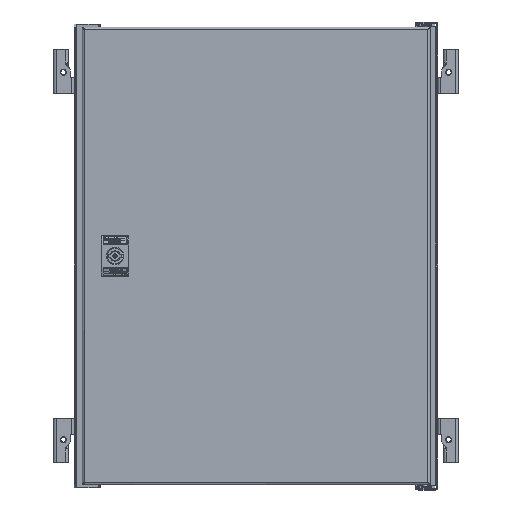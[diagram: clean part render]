
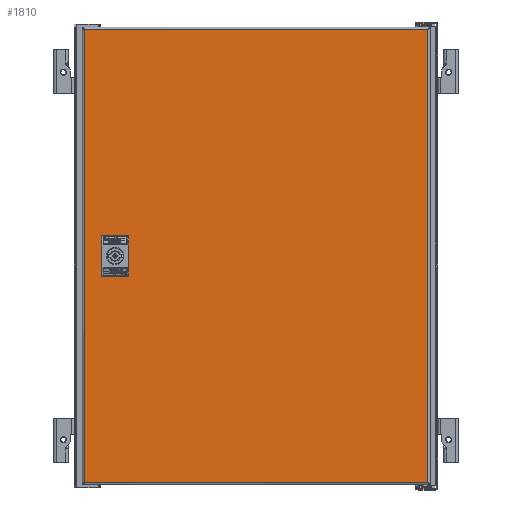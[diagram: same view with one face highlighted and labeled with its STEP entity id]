
A CAD part, top view. The second image highlights one B-rep face of the part: STEP entity #1810.
In plain terms, the highlighted planar face has unit normal (0, 0, 1).
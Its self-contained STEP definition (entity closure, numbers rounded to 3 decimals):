
#1810=ADVANCED_FACE('',(#5447,#5448),#5449,.T.);
#5447=FACE_OUTER_BOUND('',#16697,.T.);
#5448=FACE_BOUND('',#16698,.T.);
#5449=PLANE('',#16699);
#16697=EDGE_LOOP('',(#31725,#31726,#31727,#31728));
#16698=EDGE_LOOP('',(#31729,#31730,#31731,#31732));
#16699=AXIS2_PLACEMENT_3D('',#31733,#31734,#31735);
#31725=ORIENTED_EDGE('',*,*,#36670,.T.);
#31726=ORIENTED_EDGE('',*,*,#36972,.T.);
#31727=ORIENTED_EDGE('',*,*,#36973,.T.);
#31728=ORIENTED_EDGE('',*,*,#36669,.T.);
#31729=ORIENTED_EDGE('',*,*,#36667,.F.);
#31730=ORIENTED_EDGE('',*,*,#36665,.T.);
#31731=ORIENTED_EDGE('',*,*,#36663,.F.);
#31732=ORIENTED_EDGE('',*,*,#36661,.T.);
#31733=CARTESIAN_POINT('',(0.3,0.0,-11.0));
#31734=DIRECTION('',(0.0,0.0,1.0));
#31735=DIRECTION('',(1.0,0.0,0.0));
#36661=EDGE_CURVE('',#44567,#44565,#44568,.T.);
#36663=EDGE_CURVE('',#44567,#44570,#44571,.T.);
#36665=EDGE_CURVE('',#44573,#44570,#44574,.T.);
#36667=EDGE_CURVE('',#44573,#44565,#44576,.T.);
#36669=EDGE_CURVE('',#44577,#44526,#44579,.T.);
#36670=EDGE_CURVE('',#44526,#44535,#44580,.T.);
#36972=EDGE_CURVE('',#44535,#44999,#45000,.T.);
#36973=EDGE_CURVE('',#44999,#44577,#45001,.T.);
#44526=VERTEX_POINT('',#61068);
#44535=VERTEX_POINT('',#61102);
#44565=VERTEX_POINT('',#61152);
#44567=VERTEX_POINT('',#61155);
#44568=LINE('',#61156,#61157);
#44570=VERTEX_POINT('',#61160);
#44571=CIRCLE('',#61161,11.75);
#44573=VERTEX_POINT('',#61164);
#44574=LINE('',#61165,#61166);
#44576=CIRCLE('',#61169,11.75);
#44577=VERTEX_POINT('',#61170);
#44579=LINE('',#61178,#61179);
#44580=LINE('',#61180,#61181);
#44999=VERTEX_POINT('',#61738);
#45000=LINE('',#61739,#61740);
#45001=LINE('',#61741,#61742);
#61068=CARTESIAN_POINT('',(168.6,-222.3,-11.));
#61102=CARTESIAN_POINT('',(168.6,222.3,-11.));
#61152=CARTESIAN_POINT('',(-148.3,6.004,-11.0));
#61155=CARTESIAN_POINT('',(-148.3,-6.004,-11.0));
#61156=CARTESIAN_POINT('',(-148.3,-6.004,-11.0));
#61157=VECTOR('',#67716,12.009);
#61160=CARTESIAN_POINT('',(-128.1,-6.004,-11.0));
#61161=AXIS2_PLACEMENT_3D('',#67718,#67719,#67720);
#61164=CARTESIAN_POINT('',(-128.1,6.004,-11.0));
#61165=CARTESIAN_POINT('',(-128.1,6.004,-11.0));
#61166=VECTOR('',#67722,12.009);
#61169=AXIS2_PLACEMENT_3D('',#67724,#67725,#67726);
#61170=CARTESIAN_POINT('',(-168.0,-222.3,-11.));
#61178=CARTESIAN_POINT('',(-168.0,-222.3,-11.));
#61179=VECTOR('',#67727,336.6);
#61180=CARTESIAN_POINT('',(168.6,-222.3,-11.));
#61181=VECTOR('',#67728,444.6);
#61738=CARTESIAN_POINT('',(-168.0,222.3,-11.));
#61739=CARTESIAN_POINT('',(168.6,222.3,-11.));
#61740=VECTOR('',#68379,336.6);
#61741=CARTESIAN_POINT('',(-168.0,222.3,-11.));
#61742=VECTOR('',#68380,444.6);
#67716=DIRECTION('',(0.,1.0,0.0));
#67718=CARTESIAN_POINT('',(-138.2,0.0,-11.0));
#67719=DIRECTION('',(0.0,0.0,1.0));
#67720=DIRECTION('',(-0.86,-0.511,0.0));
#67722=DIRECTION('',(0.,-1.0,0.0));
#67724=CARTESIAN_POINT('',(-138.2,0.0,-11.0));
#67725=DIRECTION('',(0.0,-0.0,1.0));
#67726=DIRECTION('',(0.86,0.511,0.0));
#67727=DIRECTION('',(1.0,0.0,0.));
#67728=DIRECTION('',(0.0,1.0,0.0));
#68379=DIRECTION('',(-1.0,0.0,0.0));
#68380=DIRECTION('',(0.0,-1.0,0.0));
